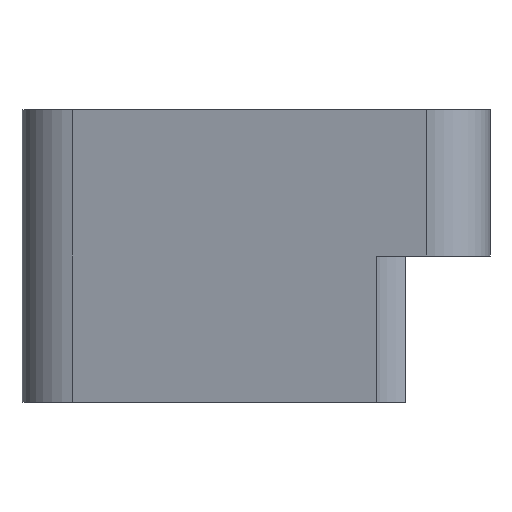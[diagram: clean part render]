
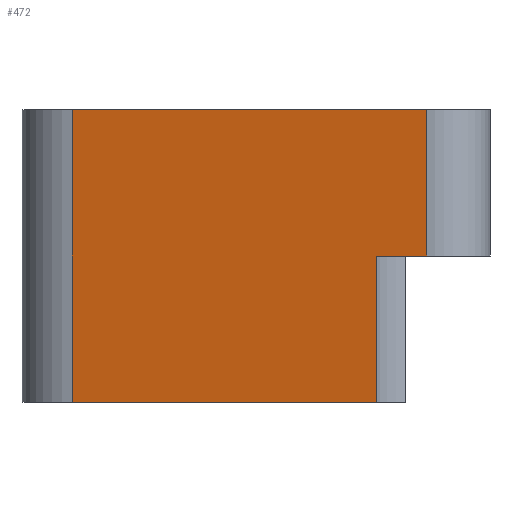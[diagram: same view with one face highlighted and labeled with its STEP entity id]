
A CAD part, front view. The second image highlights one B-rep face of the part: STEP entity #472.
In plain terms, the highlighted planar face has unit normal (-0.238, -0.971, 0).
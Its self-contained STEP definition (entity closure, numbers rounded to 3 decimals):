
#6 = LINE ( 'NONE', #498, #321 ) ;
#23 = DIRECTION ( 'NONE',  ( 0.238, 0.971, 0. ) ) ;
#28 = EDGE_LOOP ( 'NONE', ( #294, #398, #462, #90, #391, #448 ) ) ;
#38 = VERTEX_POINT ( 'NONE', #110 ) ;
#39 = EDGE_CURVE ( 'NONE', #507, #171, #439, .T. ) ;
#41 = CARTESIAN_POINT ( 'NONE',  ( 231.951, -103.072, 200. ) ) ;
#42 = CARTESIAN_POINT ( 'NONE',  ( -10.693, -43.711, 200. ) ) ;
#54 = VECTOR ( 'NONE', #149, 1000. ) ;
#66 = VERTEX_POINT ( 'NONE', #41 ) ;
#67 = VECTOR ( 'NONE', #119, 1000. ) ;
#70 = VERTEX_POINT ( 'NONE', #401 ) ;
#80 = VECTOR ( 'NONE', #81, 1000. ) ;
#81 = DIRECTION ( 'NONE',  ( 0., 0., 1. ) ) ;
#85 = CARTESIAN_POINT ( 'NONE',  ( 197.267, -94.586, 100. ) ) ;
#90 = ORIENTED_EDGE ( 'NONE', *, *, #424, .F. ) ;
#110 = CARTESIAN_POINT ( 'NONE',  ( 197.267, -94.586, 100. ) ) ;
#111 = AXIS2_PLACEMENT_3D ( 'NONE', #392, #23, #467 ) ;
#119 = DIRECTION ( 'NONE',  ( 0.971, -0.238, 0. ) ) ;
#129 = DIRECTION ( 'NONE',  ( 0., 0., -1. ) ) ;
#130 = CARTESIAN_POINT ( 'NONE',  ( -10.693, -43.711, 0. ) ) ;
#133 = PLANE ( 'NONE',  #111 ) ;
#148 = CARTESIAN_POINT ( 'NONE',  ( -10.693, -43.711, 0. ) ) ;
#149 = DIRECTION ( 'NONE',  ( 0., 0., -1. ) ) ;
#151 = CARTESIAN_POINT ( 'NONE',  ( -10.693, -43.711, 100. ) ) ;
#169 = LINE ( 'NONE', #42, #67 ) ;
#171 = VERTEX_POINT ( 'NONE', #130 ) ;
#188 = LINE ( 'NONE', #148, #375 ) ;
#250 = VECTOR ( 'NONE', #320, 1000. ) ;
#294 = ORIENTED_EDGE ( 'NONE', *, *, #325, .T. ) ;
#313 = CARTESIAN_POINT ( 'NONE',  ( -10.693, -43.711, 200. ) ) ;
#315 = DIRECTION ( 'NONE',  ( 0.971, -0.238, 0. ) ) ;
#320 = DIRECTION ( 'NONE',  ( -0.971, 0.238, 0. ) ) ;
#321 = VECTOR ( 'NONE', #129, 1000. ) ;
#325 = EDGE_CURVE ( 'NONE', #171, #473, #188, .T. ) ;
#349 = EDGE_CURVE ( 'NONE', #70, #38, #358, .T. ) ;
#351 = CARTESIAN_POINT ( 'NONE',  ( 197.267, -94.586, 0. ) ) ;
#358 = LINE ( 'NONE', #151, #250 ) ;
#363 = EDGE_CURVE ( 'NONE', #473, #38, #414, .T. ) ;
#375 = VECTOR ( 'NONE', #315, 1000. ) ;
#391 = ORIENTED_EDGE ( 'NONE', *, *, #413, .F. ) ;
#392 = CARTESIAN_POINT ( 'NONE',  ( -10.693, -43.711, 200. ) ) ;
#398 = ORIENTED_EDGE ( 'NONE', *, *, #363, .T. ) ;
#401 = CARTESIAN_POINT ( 'NONE',  ( 231.951, -103.072, 100. ) ) ;
#413 = EDGE_CURVE ( 'NONE', #507, #66, #169, .T. ) ;
#414 = LINE ( 'NONE', #85, #80 ) ;
#424 = EDGE_CURVE ( 'NONE', #66, #70, #6, .T. ) ;
#439 = LINE ( 'NONE', #444, #54 ) ;
#444 = CARTESIAN_POINT ( 'NONE',  ( -10.693, -43.711, 200. ) ) ;
#448 = ORIENTED_EDGE ( 'NONE', *, *, #39, .T. ) ;
#462 = ORIENTED_EDGE ( 'NONE', *, *, #349, .F. ) ;
#467 = DIRECTION ( 'NONE',  ( -0.971, 0.238, 0. ) ) ;
#472 = ADVANCED_FACE ( 'NONE', ( #500 ), #133, .F. ) ;
#473 = VERTEX_POINT ( 'NONE', #351 ) ;
#498 = CARTESIAN_POINT ( 'NONE',  ( 231.951, -103.072, 200. ) ) ;
#500 = FACE_OUTER_BOUND ( 'NONE', #28, .T. ) ;
#507 = VERTEX_POINT ( 'NONE', #313 ) ;
